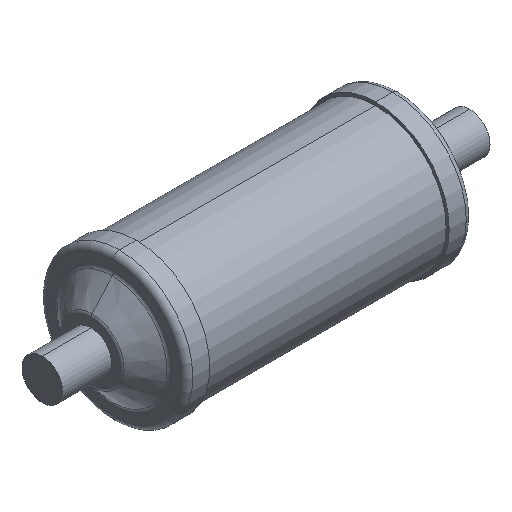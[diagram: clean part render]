
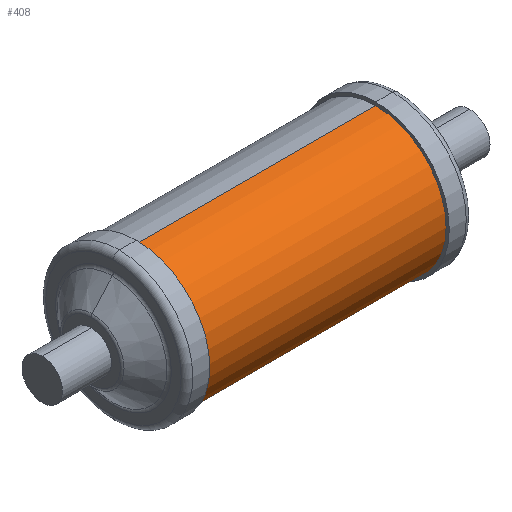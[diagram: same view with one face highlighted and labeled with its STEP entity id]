
A CAD part, isometric view. The second image highlights one B-rep face of the part: STEP entity #408.
In plain terms, the highlighted cylindrical face has radius 44.45 mm (diameter 88.9 mm), a partial arc.
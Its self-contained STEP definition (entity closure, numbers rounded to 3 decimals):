
#19 = CARTESIAN_POINT ( 'NONE',  ( 76.896, 0., 44.45 ) ) ;
#54 = EDGE_CURVE ( 'NONE', #608, #219, #172, .T. ) ;
#136 = DIRECTION ( 'NONE',  ( 1., 0., 0. ) ) ;
#159 = EDGE_LOOP ( 'NONE', ( #299, #323, #763, #905 ) ) ;
#172 = CIRCLE ( 'NONE', #426, 44.45 ) ;
#199 = CIRCLE ( 'NONE', #741, 44.45 ) ;
#219 = VERTEX_POINT ( 'NONE', #239 ) ;
#229 = CARTESIAN_POINT ( 'NONE',  ( 85.5, 0., 44.45 ) ) ;
#239 = CARTESIAN_POINT ( 'NONE',  ( 76.896, 0., -44.45 ) ) ;
#240 = VERTEX_POINT ( 'NONE', #617 ) ;
#258 = DIRECTION ( 'NONE',  ( 0., 0., 1. ) ) ;
#272 = CARTESIAN_POINT ( 'NONE',  ( -74.304, 0., 0. ) ) ;
#284 = DIRECTION ( 'NONE',  ( 0., 0., -1. ) ) ;
#299 = ORIENTED_EDGE ( 'NONE', *, *, #849, .F. ) ;
#320 = VERTEX_POINT ( 'NONE', #566 ) ;
#323 = ORIENTED_EDGE ( 'NONE', *, *, #54, .F. ) ;
#335 = DIRECTION ( 'NONE',  ( 0., 0., 1. ) ) ;
#357 = DIRECTION ( 'NONE',  ( -1., 0., 0. ) ) ;
#362 = CARTESIAN_POINT ( 'NONE',  ( 85.5, 0., -44.45 ) ) ;
#381 = CARTESIAN_POINT ( 'NONE',  ( 76.896, 0., 0. ) ) ;
#392 = EDGE_CURVE ( 'NONE', #240, #320, #199, .T. ) ;
#408 = ADVANCED_FACE ( 'NONE', ( #415 ), #575, .T. ) ;
#415 = FACE_OUTER_BOUND ( 'NONE', #159, .T. ) ;
#426 = AXIS2_PLACEMENT_3D ( 'NONE', #381, #136, #284 ) ;
#457 = AXIS2_PLACEMENT_3D ( 'NONE', #479, #769, #258 ) ;
#465 = DIRECTION ( 'NONE',  ( -1., 0., 0. ) ) ;
#479 = CARTESIAN_POINT ( 'NONE',  ( 85.5, 0., 0. ) ) ;
#566 = CARTESIAN_POINT ( 'NONE',  ( -74.304, 0., 44.45 ) ) ;
#575 = CYLINDRICAL_SURFACE ( 'NONE', #457, 44.45 ) ;
#585 = LINE ( 'NONE', #362, #841 ) ;
#608 = VERTEX_POINT ( 'NONE', #19 ) ;
#617 = CARTESIAN_POINT ( 'NONE',  ( -74.304, 0., -44.45 ) ) ;
#717 = DIRECTION ( 'NONE',  ( -1., 0., 0. ) ) ;
#729 = VECTOR ( 'NONE', #465, 1000. ) ;
#741 = AXIS2_PLACEMENT_3D ( 'NONE', #272, #717, #335 ) ;
#763 = ORIENTED_EDGE ( 'NONE', *, *, #948, .T. ) ;
#769 = DIRECTION ( 'NONE',  ( -1., 0., 0. ) ) ;
#841 = VECTOR ( 'NONE', #357, 1000. ) ;
#849 = EDGE_CURVE ( 'NONE', #219, #240, #585, .T. ) ;
#893 = LINE ( 'NONE', #229, #729 ) ;
#905 = ORIENTED_EDGE ( 'NONE', *, *, #392, .F. ) ;
#948 = EDGE_CURVE ( 'NONE', #608, #320, #893, .T. ) ;
